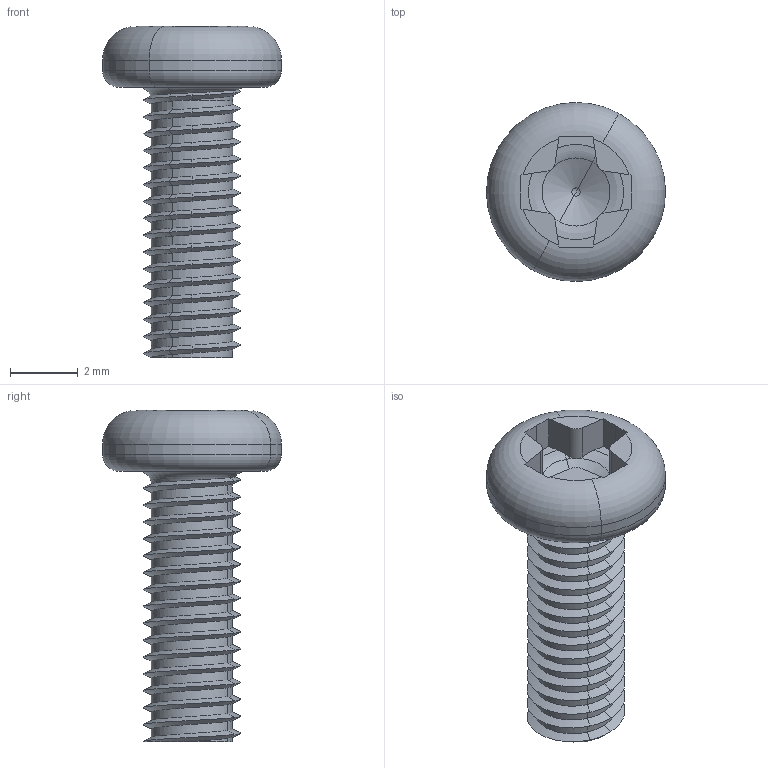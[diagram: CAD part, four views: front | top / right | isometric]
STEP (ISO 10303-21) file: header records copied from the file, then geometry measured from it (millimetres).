
FILE_DESCRIPTION(('CATIA V5 STEP Exchange'),'2;1');
FILE_NAME('M3x8 Philips Screw.stp','2018-04-16T00:23:55+00:00',('none'),('none'),'CATIA Version 5 Release 20 SP 1 (IN-10)','CATIA V5 STEP AP203','none');
FILE_SCHEMA(('CONFIG_CONTROL_DESIGN'));
Length unit declared in the file: millimetre
Products named in the file (1): M3x8 Philips Screw
Bounding box: 5.3 x 5.3 x 9.8 mm (x, y, z)
Volume: 68.6 mm3; surface area: 179.4 mm2
Topology: 1 solids, 1 shells, 211 faces, 499 edges, 290 vertices
Faces by surface type: bspline 130, cylinder 39, plane 26, torus 12, cone 2, sphere 2
Entity records: 7943 total; most frequent: CARTESIAN_POINT 4489, ORIENTED_EDGE 994, EDGE_CURVE 497, B_SPLINE_CURVE_WITH_KNOTS 373, VERTEX_POINT 289, EDGE_LOOP 212, ADVANCED_FACE 211, FACE_OUTER_BOUND 211
